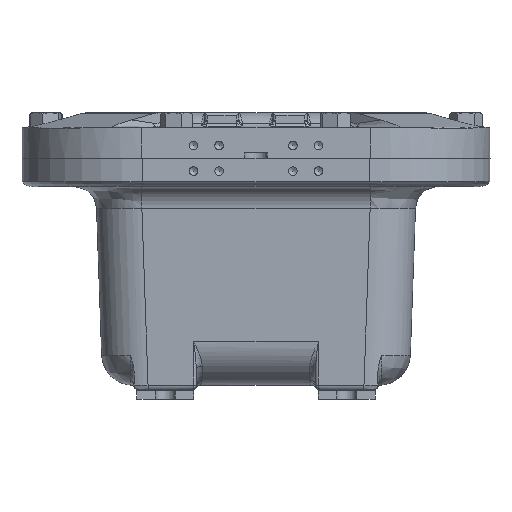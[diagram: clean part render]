
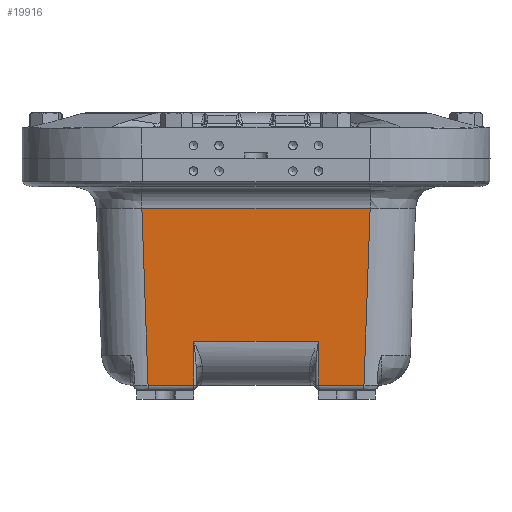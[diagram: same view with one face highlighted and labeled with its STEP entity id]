
A CAD part, front view. The second image highlights one B-rep face of the part: STEP entity #19916.
In plain terms, the highlighted planar face has unit normal (0, -0.999, -0.035).
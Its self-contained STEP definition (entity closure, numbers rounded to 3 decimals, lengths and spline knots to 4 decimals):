
#2479=ELLIPSE('',#21220,0.0625,0.0625);
#2484=ELLIPSE('',#21231,0.0625,0.0625);
#3191=LINE('',#31891,#4564);
#3193=LINE('',#31895,#4566);
#3194=LINE('',#31898,#4567);
#3195=LINE('',#31900,#4568);
#3196=LINE('',#31902,#4569);
#3197=LINE('',#31904,#4570);
#3198=LINE('',#31908,#4571);
#3199=LINE('',#31909,#4572);
#4564=VECTOR('',#23581,0.3937);
#4566=VECTOR('',#23587,0.3937);
#4567=VECTOR('',#23590,0.3937);
#4568=VECTOR('',#23591,0.3937);
#4569=VECTOR('',#23592,0.3937);
#4570=VECTOR('',#23593,0.3937);
#4571=VECTOR('',#23596,0.3937);
#4572=VECTOR('',#23597,0.3937);
#5507=PLANE('',#21230);
#6596=FACE_OUTER_BOUND('',#7865,.T.);
#7865=EDGE_LOOP('',(#15943,#15944,#15945,#15946,#15947,#15948,#15949,#15950,
#15951,#15952));
#9857=VERTEX_POINT('',#31529);
#9871=VERTEX_POINT('',#31820);
#9874=VERTEX_POINT('',#31825);
#9876=VERTEX_POINT('',#31884);
#9878=VERTEX_POINT('',#31897);
#9879=VERTEX_POINT('',#31899);
#9880=VERTEX_POINT('',#31901);
#9881=VERTEX_POINT('',#31903);
#9882=VERTEX_POINT('',#31905);
#9883=VERTEX_POINT('',#31907);
#12055=EDGE_CURVE('',#9874,#9871,#2479,.T.);
#12064=EDGE_CURVE('',#9876,#9874,#3191,.T.);
#12066=EDGE_CURVE('',#9871,#9857,#3193,.T.);
#12067=EDGE_CURVE('',#9878,#9876,#3194,.T.);
#12068=EDGE_CURVE('',#9879,#9878,#3195,.T.);
#12069=EDGE_CURVE('',#9880,#9879,#3196,.T.);
#12070=EDGE_CURVE('',#9881,#9880,#3197,.T.);
#12071=EDGE_CURVE('',#9882,#9881,#2484,.T.);
#12072=EDGE_CURVE('',#9883,#9882,#3198,.T.);
#12073=EDGE_CURVE('',#9883,#9857,#3199,.T.);
#15943=ORIENTED_EDGE('',*,*,#12055,.F.);
#15944=ORIENTED_EDGE('',*,*,#12064,.F.);
#15945=ORIENTED_EDGE('',*,*,#12067,.F.);
#15946=ORIENTED_EDGE('',*,*,#12068,.F.);
#15947=ORIENTED_EDGE('',*,*,#12069,.F.);
#15948=ORIENTED_EDGE('',*,*,#12070,.F.);
#15949=ORIENTED_EDGE('',*,*,#12071,.F.);
#15950=ORIENTED_EDGE('',*,*,#12072,.F.);
#15951=ORIENTED_EDGE('',*,*,#12073,.T.);
#15952=ORIENTED_EDGE('',*,*,#12066,.F.);
#19916=ADVANCED_FACE('',(#6596),#5507,.T.);
#21220=AXIS2_PLACEMENT_3D('',#31827,#23562,#23563);
#21230=AXIS2_PLACEMENT_3D('',#31896,#23588,#23589);
#21231=AXIS2_PLACEMENT_3D('',#31906,#23594,#23595);
#23562=DIRECTION('center_axis',(0.,0.999,
0.035));
#23563=DIRECTION('ref_axis',(0.,0.035,-0.999));
#23581=DIRECTION('',(-1.,0.,0.));
#23587=DIRECTION('',(0.,-0.035,0.999));
#23588=DIRECTION('center_axis',(0.,-0.999,
-0.035));
#23589=DIRECTION('ref_axis',(0.,0.035,-0.999));
#23590=DIRECTION('',(-0.035,0.035,-0.999));
#23591=DIRECTION('',(1.,0.,0.));
#23592=DIRECTION('',(-0.035,-0.035,0.999));
#23593=DIRECTION('',(-1.,0.,0.));
#23594=DIRECTION('center_axis',(0.,0.999,
0.035));
#23595=DIRECTION('ref_axis',(0.,0.035,-0.999));
#23596=DIRECTION('',(0.,0.035,-0.999));
#23597=DIRECTION('',(1.,0.,0.));
#31529=CARTESIAN_POINT('',(1.375,-3.4122,-4.0299));
#31820=CARTESIAN_POINT('',(1.375,-3.3784,-4.9972));
#31825=CARTESIAN_POINT('',(1.375,-3.3783,-4.9994));
#31827=CARTESIAN_POINT('Origin',(1.4375,-3.3784,-4.9972));
#31884=CARTESIAN_POINT('',(2.3789,-3.3783,-4.9994));
#31891=CARTESIAN_POINT('',(-0.7656,-3.3783,-4.9994));
#31895=CARTESIAN_POINT('',(1.375,-3.455,-2.8048));
#31896=CARTESIAN_POINT('Origin',(-3.5313,-3.5313,-0.62));
#31897=CARTESIAN_POINT('',(2.515,-3.5144,-1.1026));
#31898=CARTESIAN_POINT('',(2.5288,-3.5282,-0.7082));
#31899=CARTESIAN_POINT('',(-2.515,-3.5144,-1.1026));
#31900=CARTESIAN_POINT('',(-1.7656,-3.5144,-1.1026));
#31901=CARTESIAN_POINT('',(-2.3789,-3.3783,-4.9994));
#31902=CARTESIAN_POINT('',(-2.5288,-3.5282,-0.7082));
#31903=CARTESIAN_POINT('',(-1.375,-3.3783,-4.9994));
#31904=CARTESIAN_POINT('',(-2.7656,-3.3783,-4.9994));
#31905=CARTESIAN_POINT('',(-1.375,-3.3784,-4.9972));
#31906=CARTESIAN_POINT('Origin',(-1.4375,-3.3784,-4.9972));
#31907=CARTESIAN_POINT('',(-1.375,-3.4122,-4.0299));
#31908=CARTESIAN_POINT('',(-1.375,-3.455,-2.8048));
#31909=CARTESIAN_POINT('',(-1.7656,-3.4122,-4.0299));
